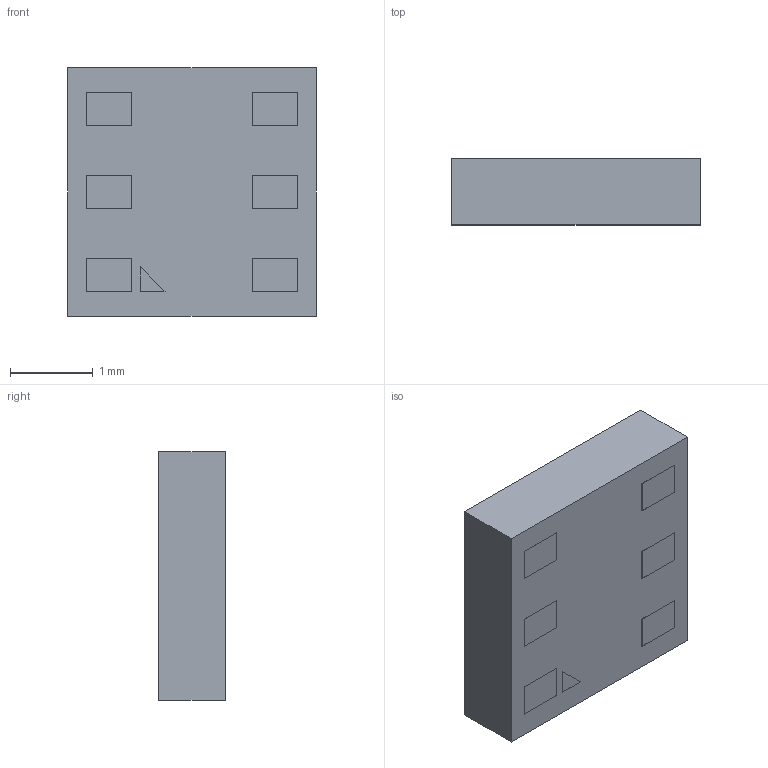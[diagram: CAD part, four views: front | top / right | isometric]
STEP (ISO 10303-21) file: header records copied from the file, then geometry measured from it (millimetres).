
FILE_DESCRIPTION (( 'STEP AP214' ), '1' );
FILE_NAME ('AHT21.stp', '', ( '' ), ( '' ), '', '', '' );
FILE_SCHEMA (( 'AUTOMOTIVE_DESIGN' ));
Length unit declared in the file: millimetre
Products named in the file (1): AHT21
Bounding box: 3 x 0.8 x 3 mm (x, y, z)
Volume: 7.1 mm3; surface area: 27.9 mm2
Topology: 1 solids, 1 shells, 77 faces, 185 edges, 118 vertices
Faces by surface type: plane 45, cylinder 16, torus 8, bspline 8
Entity records: 2774 total; most frequent: CARTESIAN_POINT 581, ORIENTED_EDGE 370, DIRECTION 357, EDGE_CURVE 185, VECTOR 121, LINE 121, VERTEX_POINT 118, AXIS2_PLACEMENT_3D 118
